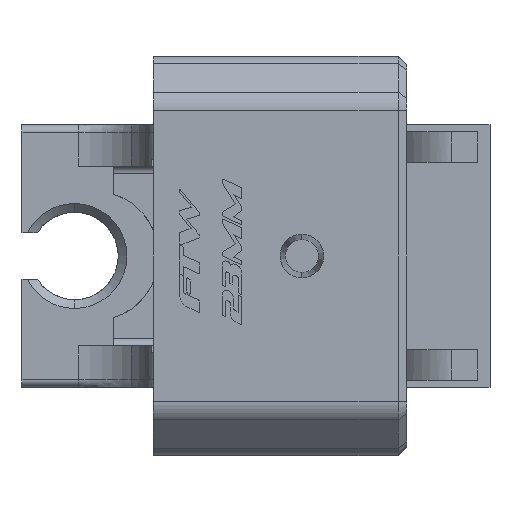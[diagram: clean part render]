
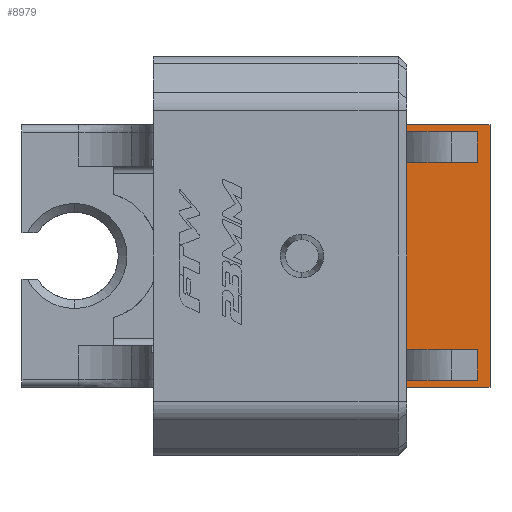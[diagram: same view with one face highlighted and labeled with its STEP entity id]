
A CAD part, left-side view. The second image highlights one B-rep face of the part: STEP entity #8979.
In plain terms, the highlighted planar face has unit normal (-1, 0, 0).
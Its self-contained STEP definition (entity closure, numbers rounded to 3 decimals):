
#20 = VERTEX_POINT ( 'NONE', #28692 ) ;
#694 = EDGE_CURVE ( 'NONE', #13582, #6000, #36128, .T. ) ;
#1245 = VERTEX_POINT ( 'NONE', #34330 ) ;
#1761 = EDGE_CURVE ( 'NONE', #33928, #17292, #3512, .T. ) ;
#2380 = LINE ( 'NONE', #13965, #35293 ) ;
#2472 = CARTESIAN_POINT ( 'NONE',  ( 7.5, -2., 0. ) ) ;
#2741 = CARTESIAN_POINT ( 'NONE',  ( 7.5, -10.043, 14.2 ) ) ;
#2785 = ORIENTED_EDGE ( 'NONE', *, *, #9960, .T. ) ;
#3043 = VERTEX_POINT ( 'NONE', #35188 ) ;
#3179 = CARTESIAN_POINT ( 'NONE',  ( 7.5, -10.043, 0. ) ) ;
#3265 = VECTOR ( 'NONE', #34765, 1000. ) ;
#3512 = LINE ( 'NONE', #32578, #30631 ) ;
#4058 = CARTESIAN_POINT ( 'NONE',  ( 7.5, -2., 15. ) ) ;
#4329 = ORIENTED_EDGE ( 'NONE', *, *, #17901, .F. ) ;
#4708 = DIRECTION ( 'NONE',  ( 0., -1., 0. ) ) ;
#5479 = ORIENTED_EDGE ( 'NONE', *, *, #33290, .T. ) ;
#5559 = VECTOR ( 'NONE', #8025, 1000. ) ;
#5728 = LINE ( 'NONE', #16233, #13990 ) ;
#6000 = VERTEX_POINT ( 'NONE', #4058 ) ;
#6585 = CARTESIAN_POINT ( 'NONE',  ( 7.5, -11.5, 0. ) ) ;
#7180 = ORIENTED_EDGE ( 'NONE', *, *, #1761, .F. ) ;
#7856 = CARTESIAN_POINT ( 'NONE',  ( 7.5, -11.5, 15. ) ) ;
#7998 = CARTESIAN_POINT ( 'NONE',  ( 7.5, -11.5, -15. ) ) ;
#8025 = DIRECTION ( 'NONE',  ( 0., 0., 1. ) ) ;
#8979 = ADVANCED_FACE ( 'NONE', ( #32232 ), #35079, .T. ) ;
#9052 = CARTESIAN_POINT ( 'NONE',  ( 7.5, -41.626, 0. ) ) ;
#9248 = DIRECTION ( 'NONE',  ( -1., 0., 0. ) ) ;
#9281 = EDGE_CURVE ( 'NONE', #25799, #15080, #14853, .T. ) ;
#9634 = ORIENTED_EDGE ( 'NONE', *, *, #21930, .F. ) ;
#9960 = EDGE_CURVE ( 'NONE', #16851, #13582, #24788, .T. ) ;
#11445 = EDGE_CURVE ( 'NONE', #25799, #17441, #17477, .T. ) ;
#11486 = DIRECTION ( 'NONE',  ( 0., 1., 0. ) ) ;
#11643 = VECTOR ( 'NONE', #32149, 1000. ) ;
#11920 = DIRECTION ( 'NONE',  ( 0., 0., -1. ) ) ;
#13135 = DIRECTION ( 'NONE',  ( 0., 1., 0. ) ) ;
#13582 = VERTEX_POINT ( 'NONE', #7856 ) ;
#13965 = CARTESIAN_POINT ( 'NONE',  ( 7.5, -41.626, 14.2 ) ) ;
#13990 = VECTOR ( 'NONE', #31539, 1000. ) ;
#14567 = VECTOR ( 'NONE', #36166, 1000. ) ;
#14853 = LINE ( 'NONE', #23395, #29880 ) ;
#15012 = ORIENTED_EDGE ( 'NONE', *, *, #9281, .T. ) ;
#15080 = VERTEX_POINT ( 'NONE', #29346 ) ;
#15097 = DIRECTION ( 'NONE',  ( 0., -1., 0. ) ) ;
#15147 = CARTESIAN_POINT ( 'NONE',  ( 7.5, -10.043, -14.2 ) ) ;
#15441 = CARTESIAN_POINT ( 'NONE',  ( 7.5, -41.626, 15. ) ) ;
#16233 = CARTESIAN_POINT ( 'NONE',  ( 7.5, -2., 0. ) ) ;
#16257 = ORIENTED_EDGE ( 'NONE', *, *, #11445, .F. ) ;
#16851 = VERTEX_POINT ( 'NONE', #7998 ) ;
#17103 = ORIENTED_EDGE ( 'NONE', *, *, #28764, .F. ) ;
#17236 = VECTOR ( 'NONE', #13135, 1000. ) ;
#17292 = VERTEX_POINT ( 'NONE', #15147 ) ;
#17441 = VERTEX_POINT ( 'NONE', #33737 ) ;
#17477 = LINE ( 'NONE', #2472, #3265 ) ;
#17538 = EDGE_CURVE ( 'NONE', #28514, #20, #2380, .T. ) ;
#17901 = EDGE_CURVE ( 'NONE', #1245, #33928, #5728, .T. ) ;
#18320 = AXIS2_PLACEMENT_3D ( 'NONE', #9052, #9248, #20638 ) ;
#18405 = CARTESIAN_POINT ( 'NONE',  ( 7.5, 0., 10.7 ) ) ;
#20198 = ORIENTED_EDGE ( 'NONE', *, *, #17538, .F. ) ;
#20638 = DIRECTION ( 'NONE',  ( 0., 0., 1. ) ) ;
#21930 = EDGE_CURVE ( 'NONE', #17441, #3043, #24475, .T. ) ;
#23395 = CARTESIAN_POINT ( 'NONE',  ( 7.5, 0., -10.7 ) ) ;
#23636 = ORIENTED_EDGE ( 'NONE', *, *, #31483, .F. ) ;
#24475 = LINE ( 'NONE', #18405, #34145 ) ;
#24788 = LINE ( 'NONE', #6585, #28708 ) ;
#25799 = VERTEX_POINT ( 'NONE', #36138 ) ;
#26728 = CARTESIAN_POINT ( 'NONE',  ( 7.5, -2., -14.2 ) ) ;
#27620 = CARTESIAN_POINT ( 'NONE',  ( 7.5, -41.626, -15. ) ) ;
#28514 = VERTEX_POINT ( 'NONE', #2741 ) ;
#28692 = CARTESIAN_POINT ( 'NONE',  ( 7.5, -2., 14.2 ) ) ;
#28708 = VECTOR ( 'NONE', #29749, 1000. ) ;
#28764 = EDGE_CURVE ( 'NONE', #17292, #15080, #37082, .T. ) ;
#28861 = EDGE_LOOP ( 'NONE', ( #15012, #17103, #7180, #4329, #23636, #2785, #29034, #30135, #20198, #5479, #9634, #16257 ) ) ;
#29034 = ORIENTED_EDGE ( 'NONE', *, *, #694, .T. ) ;
#29110 = VECTOR ( 'NONE', #11920, 1000. ) ;
#29346 = CARTESIAN_POINT ( 'NONE',  ( 7.5, -10.043, -10.7 ) ) ;
#29749 = DIRECTION ( 'NONE',  ( 0., 0., 1. ) ) ;
#29880 = VECTOR ( 'NONE', #34983, 1000. ) ;
#30135 = ORIENTED_EDGE ( 'NONE', *, *, #35535, .F. ) ;
#30631 = VECTOR ( 'NONE', #15097, 1000. ) ;
#31010 = LINE ( 'NONE', #27620, #14567 ) ;
#31483 = EDGE_CURVE ( 'NONE', #16851, #1245, #31010, .T. ) ;
#31539 = DIRECTION ( 'NONE',  ( 0., 0., 1. ) ) ;
#32149 = DIRECTION ( 'NONE',  ( 0., 0., 1. ) ) ;
#32232 = FACE_OUTER_BOUND ( 'NONE', #28861, .T. ) ;
#32578 = CARTESIAN_POINT ( 'NONE',  ( 7.5, -41.626, -14.2 ) ) ;
#33290 = EDGE_CURVE ( 'NONE', #28514, #3043, #34906, .T. ) ;
#33737 = CARTESIAN_POINT ( 'NONE',  ( 7.5, -2., 10.7 ) ) ;
#33928 = VERTEX_POINT ( 'NONE', #26728 ) ;
#34034 = CARTESIAN_POINT ( 'NONE',  ( 7.5, -10.043, 0. ) ) ;
#34145 = VECTOR ( 'NONE', #4708, 1000. ) ;
#34330 = CARTESIAN_POINT ( 'NONE',  ( 7.5, -2., -15. ) ) ;
#34442 = CARTESIAN_POINT ( 'NONE',  ( 7.5, -2., 0. ) ) ;
#34765 = DIRECTION ( 'NONE',  ( 0., 0., 1. ) ) ;
#34826 = LINE ( 'NONE', #34442, #11643 ) ;
#34906 = LINE ( 'NONE', #3179, #29110 ) ;
#34983 = DIRECTION ( 'NONE',  ( 0., -1., 0. ) ) ;
#35079 = PLANE ( 'NONE',  #18320 ) ;
#35188 = CARTESIAN_POINT ( 'NONE',  ( 7.5, -10.043, 10.7 ) ) ;
#35293 = VECTOR ( 'NONE', #11486, 1000. ) ;
#35535 = EDGE_CURVE ( 'NONE', #20, #6000, #34826, .T. ) ;
#36128 = LINE ( 'NONE', #15441, #17236 ) ;
#36138 = CARTESIAN_POINT ( 'NONE',  ( 7.5, -2., -10.7 ) ) ;
#36166 = DIRECTION ( 'NONE',  ( 0., 1., 0. ) ) ;
#37082 = LINE ( 'NONE', #34034, #5559 ) ;
